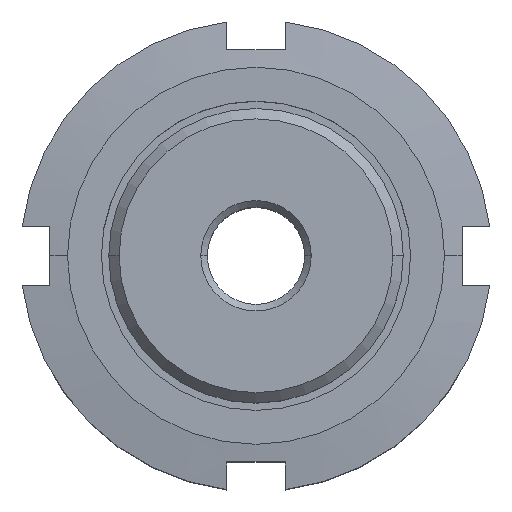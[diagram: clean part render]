
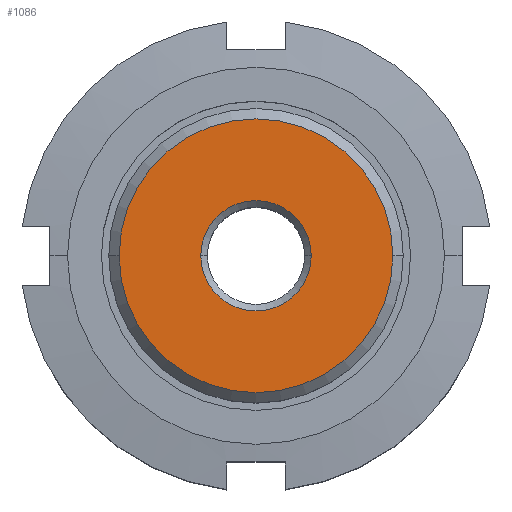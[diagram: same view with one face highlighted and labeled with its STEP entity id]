
A CAD part, top view. The second image highlights one B-rep face of the part: STEP entity #1086.
In plain terms, the highlighted planar face has unit normal (0, 0, 1).
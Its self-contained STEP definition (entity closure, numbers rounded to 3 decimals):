
#404=VERTEX_POINT('',#1167);
#446=EDGE_CURVE('',#1070,#1068,#1214,.T.);
#666=VERTEX_POINT('',#1458);
#716=EDGE_CURVE('',#404,#666,#1512,.T.);
#728=EDGE_CURVE('',#666,#404,#1525,.T.);
#822=EDGE_CURVE('',#1068,#1070,#1628,.T.);
#1068=VERTEX_POINT('',#1900);
#1070=VERTEX_POINT('',#1902);
#1086=ADVANCED_FACE('',(#1920,#1921),#1922,.T.);
#1167=CARTESIAN_POINT('',(-3.75,0.,18.0));
#1214=CIRCLE('',#2097,9.295);
#1458=CARTESIAN_POINT('',(3.75,0.,18.0));
#1512=CIRCLE('',#2706,3.75);
#1525=CIRCLE('',#2722,3.75);
#1628=CIRCLE('',#2906,9.295);
#1900=CARTESIAN_POINT('',(9.295,0.,18.0));
#1902=CARTESIAN_POINT('',(-9.295,0.,18.0));
#1920=FACE_OUTER_BOUND('',#3466,.T.);
#1921=FACE_BOUND('',#3467,.T.);
#1922=PLANE('',#3468);
#2097=AXIS2_PLACEMENT_3D('',#3632,#3633,#3634);
#2706=AXIS2_PLACEMENT_3D('',#3958,#3959,#3960);
#2722=AXIS2_PLACEMENT_3D('',#3970,#3971,#3972);
#2906=AXIS2_PLACEMENT_3D('',#4081,#4082,#4083);
#3466=EDGE_LOOP('',(#4394,#4395));
#3467=EDGE_LOOP('',(#4396,#4397));
#3468=AXIS2_PLACEMENT_3D('',#4398,#4399,#4400);
#3632=CARTESIAN_POINT('',(0.0,0.,18.0));
#3633=DIRECTION('',(0.0,0.,-1.0));
#3634=DIRECTION('',(1.0,0.0,0.0));
#3958=CARTESIAN_POINT('',(0.0,0.,18.0));
#3959=DIRECTION('',(0.0,0.,-1.0));
#3960=DIRECTION('',(1.0,0.0,0.0));
#3970=CARTESIAN_POINT('',(0.0,0.,18.0));
#3971=DIRECTION('',(0.0,0.,-1.0));
#3972=DIRECTION('',(1.0,0.0,0.0));
#4081=CARTESIAN_POINT('',(0.0,0.,18.0));
#4082=DIRECTION('',(0.0,0.,-1.0));
#4083=DIRECTION('',(1.0,0.0,0.0));
#4394=ORIENTED_EDGE('',*,*,#822,.F.);
#4395=ORIENTED_EDGE('',*,*,#446,.F.);
#4396=ORIENTED_EDGE('',*,*,#728,.T.);
#4397=ORIENTED_EDGE('',*,*,#716,.T.);
#4398=CARTESIAN_POINT('',(6.523,0.,18.0));
#4399=DIRECTION('',(0.0,0.,1.0));
#4400=DIRECTION('',(-1.0,0.0,0.0));
